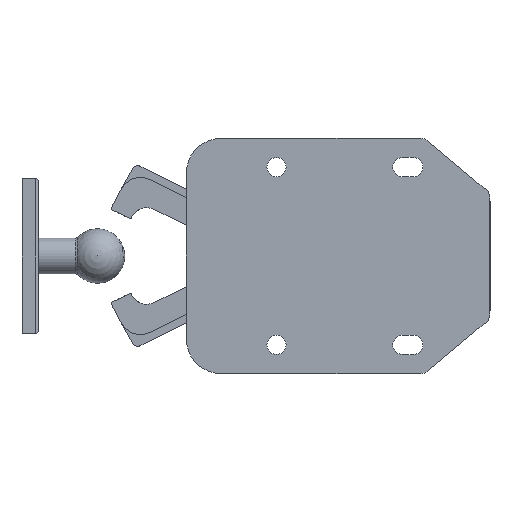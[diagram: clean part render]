
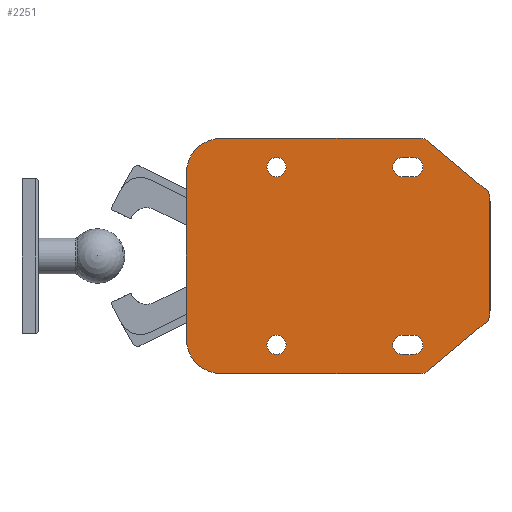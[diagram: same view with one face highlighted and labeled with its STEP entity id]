
A CAD part, front view. The second image highlights one B-rep face of the part: STEP entity #2251.
In plain terms, the highlighted face is planar.
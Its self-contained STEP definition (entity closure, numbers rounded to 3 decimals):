
#51=FACE_BOUND('',#817,.T.);
#52=FACE_BOUND('',#818,.T.);
#53=FACE_BOUND('',#819,.T.);
#54=FACE_BOUND('',#820,.T.);
#110=PLANE('',#2459);
#158=LINE('',#3332,#354);
#162=LINE('',#3341,#358);
#171=LINE('',#3403,#367);
#174=LINE('',#3411,#370);
#195=LINE('',#3489,#391);
#201=LINE('',#3506,#397);
#203=LINE('',#3511,#399);
#216=LINE('',#3570,#412);
#220=LINE('',#3580,#416);
#260=LINE('',#3692,#456);
#354=VECTOR('',#2609,36.326);
#358=VECTOR('',#2619,13.96);
#367=VECTOR('',#2666,13.96);
#370=VECTOR('',#2675,36.326);
#391=VECTOR('',#2764,21.127);
#397=VECTOR('',#2780,2.);
#399=VECTOR('',#2784,2.);
#412=VECTOR('',#2849,2.);
#416=VECTOR('',#2861,2.);
#456=VECTOR('',#2977,30.1);
#673=FACE_OUTER_BOUND('',#816,.T.);
#816=EDGE_LOOP('',(#1863,#1864,#1865,#1866,#1867,#1868,#1869,#1870,#1871,
#1872,#1873,#1874));
#817=EDGE_LOOP('',(#1875,#1876,#1877,#1878));
#818=EDGE_LOOP('',(#1879));
#819=EDGE_LOOP('',(#1880));
#820=EDGE_LOOP('',(#1881,#1882,#1883,#1884));
#897=CIRCLE('',#2330,2.);
#908=CIRCLE('',#2349,2.);
#909=CIRCLE('',#2352,2.);
#925=CIRCLE('',#2382,6.45);
#928=CIRCLE('',#2391,1.75);
#930=CIRCLE('',#2396,1.75);
#935=CIRCLE('',#2407,1.75);
#940=CIRCLE('',#2415,1.75);
#942=CIRCLE('',#2418,1.75);
#944=CIRCLE('',#2422,1.75);
#957=CIRCLE('',#2460,2.);
#958=CIRCLE('',#2461,6.45);
#1008=VERTEX_POINT('',#3329);
#1009=VERTEX_POINT('',#3331);
#1010=VERTEX_POINT('',#3335);
#1011=VERTEX_POINT('',#3339);
#1025=VERTEX_POINT('',#3395);
#1026=VERTEX_POINT('',#3397);
#1027=VERTEX_POINT('',#3401);
#1028=VERTEX_POINT('',#3405);
#1029=VERTEX_POINT('',#3409);
#1049=VERTEX_POINT('',#3472);
#1052=VERTEX_POINT('',#3488);
#1055=VERTEX_POINT('',#3496);
#1056=VERTEX_POINT('',#3498);
#1058=VERTEX_POINT('',#3504);
#1060=VERTEX_POINT('',#3510);
#1069=VERTEX_POINT('',#3542);
#1074=VERTEX_POINT('',#3555);
#1077=VERTEX_POINT('',#3561);
#1078=VERTEX_POINT('',#3563);
#1080=VERTEX_POINT('',#3569);
#1082=VERTEX_POINT('',#3575);
#1116=VERTEX_POINT('',#3690);
#1223=EDGE_CURVE('',#1009,#1008,#158,.T.);
#1226=EDGE_CURVE('',#1010,#1008,#897,.T.);
#1228=EDGE_CURVE('',#1010,#1011,#162,.T.);
#1248=EDGE_CURVE('',#1025,#1026,#908,.T.);
#1251=EDGE_CURVE('',#1025,#1027,#171,.T.);
#1253=EDGE_CURVE('',#1028,#1027,#909,.T.);
#1255=EDGE_CURVE('',#1028,#1029,#174,.T.);
#1286=EDGE_CURVE('',#1049,#1009,#925,.T.);
#1295=EDGE_CURVE('',#1052,#1026,#195,.T.);
#1299=EDGE_CURVE('',#1056,#1055,#928,.T.);
#1303=EDGE_CURVE('',#1055,#1058,#201,.T.);
#1305=EDGE_CURVE('',#1060,#1056,#203,.T.);
#1308=EDGE_CURVE('',#1058,#1060,#930,.T.);
#1321=EDGE_CURVE('',#1069,#1069,#935,.T.);
#1326=EDGE_CURVE('',#1074,#1074,#940,.T.);
#1329=EDGE_CURVE('',#1078,#1077,#942,.T.);
#1332=EDGE_CURVE('',#1080,#1078,#216,.T.);
#1335=EDGE_CURVE('',#1082,#1080,#944,.T.);
#1338=EDGE_CURVE('',#1077,#1082,#220,.T.);
#1390=EDGE_CURVE('',#1052,#1011,#957,.T.);
#1391=EDGE_CURVE('',#1029,#1116,#958,.T.);
#1392=EDGE_CURVE('',#1116,#1049,#260,.T.);
#1863=ORIENTED_EDGE('',*,*,#1226,.F.);
#1864=ORIENTED_EDGE('',*,*,#1228,.T.);
#1865=ORIENTED_EDGE('',*,*,#1390,.F.);
#1866=ORIENTED_EDGE('',*,*,#1295,.T.);
#1867=ORIENTED_EDGE('',*,*,#1248,.F.);
#1868=ORIENTED_EDGE('',*,*,#1251,.T.);
#1869=ORIENTED_EDGE('',*,*,#1253,.F.);
#1870=ORIENTED_EDGE('',*,*,#1255,.T.);
#1871=ORIENTED_EDGE('',*,*,#1391,.T.);
#1872=ORIENTED_EDGE('',*,*,#1392,.T.);
#1873=ORIENTED_EDGE('',*,*,#1286,.T.);
#1874=ORIENTED_EDGE('',*,*,#1223,.T.);
#1875=ORIENTED_EDGE('',*,*,#1299,.T.);
#1876=ORIENTED_EDGE('',*,*,#1303,.T.);
#1877=ORIENTED_EDGE('',*,*,#1308,.T.);
#1878=ORIENTED_EDGE('',*,*,#1305,.T.);
#1879=ORIENTED_EDGE('',*,*,#1321,.T.);
#1880=ORIENTED_EDGE('',*,*,#1326,.T.);
#1881=ORIENTED_EDGE('',*,*,#1335,.T.);
#1882=ORIENTED_EDGE('',*,*,#1332,.T.);
#1883=ORIENTED_EDGE('',*,*,#1329,.T.);
#1884=ORIENTED_EDGE('',*,*,#1338,.T.);
#2251=ADVANCED_FACE('',(#673,#51,#52,#53,#54),#110,.F.);
#2330=AXIS2_PLACEMENT_3D('',#3337,#2614,#2615);
#2349=AXIS2_PLACEMENT_3D('',#3398,#2660,#2661);
#2352=AXIS2_PLACEMENT_3D('',#3407,#2670,#2671);
#2382=AXIS2_PLACEMENT_3D('',#3473,#2745,#2746);
#2391=AXIS2_PLACEMENT_3D('',#3499,#2773,#2774);
#2396=AXIS2_PLACEMENT_3D('',#3515,#2790,#2791);
#2407=AXIS2_PLACEMENT_3D('',#3543,#2820,#2821);
#2415=AXIS2_PLACEMENT_3D('',#3556,#2836,#2837);
#2418=AXIS2_PLACEMENT_3D('',#3564,#2843,#2844);
#2422=AXIS2_PLACEMENT_3D('',#3576,#2855,#2856);
#2459=AXIS2_PLACEMENT_3D('',#3688,#2971,#2972);
#2460=AXIS2_PLACEMENT_3D('',#3689,#2973,#2974);
#2461=AXIS2_PLACEMENT_3D('',#3691,#2975,#2976);
#2609=DIRECTION('',(0.,-1.,0.));
#2614=DIRECTION('center_axis',(0.,0.,1.));
#2615=DIRECTION('ref_axis',(0.94,-0.34,0.));
#2619=DIRECTION('',(-0.64,-0.768,0.));
#2660=DIRECTION('center_axis',(0.,0.,1.));
#2661=DIRECTION('ref_axis',(-0.424,-0.906,0.));
#2666=DIRECTION('',(-0.64,0.768,0.));
#2670=DIRECTION('center_axis',(0.,0.,1.));
#2671=DIRECTION('ref_axis',(-0.94,-0.34,0.));
#2675=DIRECTION('',(0.,1.,0.));
#2745=DIRECTION('center_axis',(0.,0.,-1.));
#2746=DIRECTION('ref_axis',(-1.,0.,0.));
#2764=DIRECTION('',(-1.,0.,0.));
#2773=DIRECTION('center_axis',(0.,0.,1.));
#2774=DIRECTION('ref_axis',(-1.,0.,0.));
#2780=DIRECTION('',(0.,-1.,0.));
#2784=DIRECTION('',(0.,1.,0.));
#2790=DIRECTION('center_axis',(0.,0.,1.));
#2791=DIRECTION('ref_axis',(1.,0.,0.));
#2820=DIRECTION('center_axis',(0.,0.,1.));
#2821=DIRECTION('ref_axis',(1.,0.,0.));
#2836=DIRECTION('center_axis',(0.,0.,1.));
#2837=DIRECTION('ref_axis',(-1.,0.,0.));
#2843=DIRECTION('center_axis',(0.,0.,1.));
#2844=DIRECTION('ref_axis',(-1.,0.,0.));
#2849=DIRECTION('',(0.,-1.,0.));
#2855=DIRECTION('center_axis',(0.,0.,1.));
#2856=DIRECTION('ref_axis',(1.,0.,0.));
#2861=DIRECTION('',(0.,1.,0.));
#2971=DIRECTION('center_axis',(0.,0.,1.));
#2972=DIRECTION('ref_axis',(1.,0.,0.));
#2973=DIRECTION('center_axis',(0.,0.,1.));
#2974=DIRECTION('ref_axis',(0.424,-0.906,0.));
#2975=DIRECTION('center_axis',(0.,0.,-1.));
#2976=DIRECTION('ref_axis',(0.,-1.,0.));
#2977=DIRECTION('',(1.,0.,0.));
#3329=CARTESIAN_POINT('',(21.5,-15.026,0.));
#3331=CARTESIAN_POINT('',(21.5,21.3,0.));
#3332=CARTESIAN_POINT('',(21.5,21.3,0.));
#3335=CARTESIAN_POINT('',(21.036,-16.306,0.));
#3337=CARTESIAN_POINT('Origin',(19.5,-15.026,0.));
#3339=CARTESIAN_POINT('',(12.1,-27.03,0.));
#3341=CARTESIAN_POINT('',(21.5,-15.75,0.));
#3395=CARTESIAN_POINT('',(-12.1,-27.03,0.));
#3397=CARTESIAN_POINT('',(-10.563,-27.75,0.));
#3398=CARTESIAN_POINT('Origin',(-10.563,-25.75,0.));
#3401=CARTESIAN_POINT('',(-21.036,-16.306,0.));
#3403=CARTESIAN_POINT('',(-11.5,-27.75,0.));
#3405=CARTESIAN_POINT('',(-21.5,-15.026,0.));
#3407=CARTESIAN_POINT('Origin',(-19.5,-15.026,0.));
#3409=CARTESIAN_POINT('',(-21.5,21.3,0.));
#3411=CARTESIAN_POINT('',(-21.5,-15.75,0.));
#3472=CARTESIAN_POINT('',(15.05,27.75,0.));
#3473=CARTESIAN_POINT('Origin',(15.05,21.3,0.));
#3488=CARTESIAN_POINT('',(10.563,-27.75,0.));
#3489=CARTESIAN_POINT('',(11.5,-27.75,0.));
#3496=CARTESIAN_POINT('',(14.5,-11.75,0.));
#3498=CARTESIAN_POINT('',(18.,-11.75,0.));
#3499=CARTESIAN_POINT('Origin',(16.25,-11.75,0.));
#3504=CARTESIAN_POINT('',(14.5,-13.75,0.));
#3506=CARTESIAN_POINT('',(14.5,-5.56,0.));
#3510=CARTESIAN_POINT('',(18.,-13.75,0.));
#3511=CARTESIAN_POINT('',(18.,-6.56,0.));
#3515=CARTESIAN_POINT('Origin',(16.25,-13.75,0.));
#3542=CARTESIAN_POINT('',(14.5,11.25,0.));
#3543=CARTESIAN_POINT('Origin',(16.25,11.25,0.));
#3555=CARTESIAN_POINT('',(-14.5,11.25,0.));
#3556=CARTESIAN_POINT('Origin',(-16.25,11.25,0.));
#3561=CARTESIAN_POINT('',(-14.5,-13.75,0.));
#3563=CARTESIAN_POINT('',(-18.,-13.75,0.));
#3564=CARTESIAN_POINT('Origin',(-16.25,-13.75,0.));
#3569=CARTESIAN_POINT('',(-18.,-11.75,0.));
#3570=CARTESIAN_POINT('',(-18.,-6.56,0.));
#3575=CARTESIAN_POINT('',(-14.5,-11.75,0.));
#3576=CARTESIAN_POINT('Origin',(-16.25,-11.75,0.));
#3580=CARTESIAN_POINT('',(-14.5,-5.56,0.));
#3688=CARTESIAN_POINT('Origin',(0.,0.629,
0.));
#3689=CARTESIAN_POINT('Origin',(10.563,-25.75,0.));
#3690=CARTESIAN_POINT('',(-15.05,27.75,0.));
#3691=CARTESIAN_POINT('Origin',(-15.05,21.3,0.));
#3692=CARTESIAN_POINT('',(-15.05,27.75,0.));
